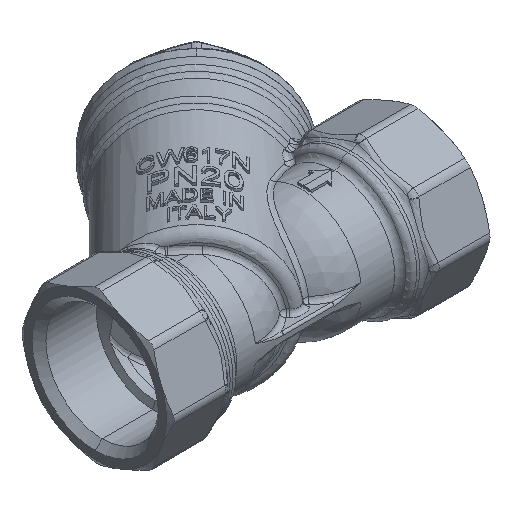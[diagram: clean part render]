
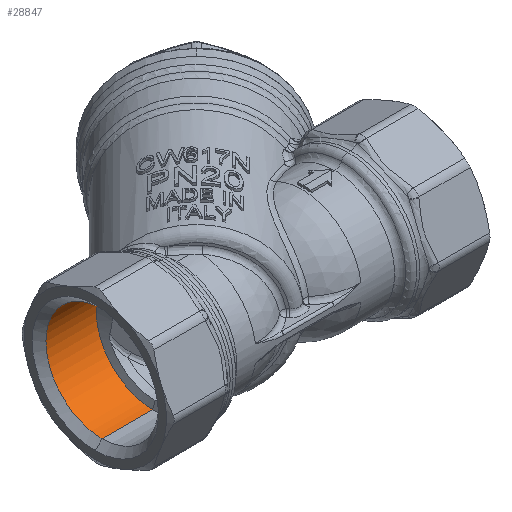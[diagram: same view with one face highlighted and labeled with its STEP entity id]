
A CAD part, isometric view. The second image highlights one B-rep face of the part: STEP entity #28847.
In plain terms, the highlighted cylindrical face has radius 12.25 mm (diameter 24.5 mm), a partial arc.
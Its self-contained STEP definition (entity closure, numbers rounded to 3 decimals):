
#165 = CARTESIAN_POINT ( 'NONE',  ( -9.5, 1.604, 12.25 ) ) ;
#189 = EDGE_CURVE ( 'NONE', #9313, #19199, #290, .T. ) ;
#287 = CARTESIAN_POINT ( 'NONE',  ( -9.5, 12.25, 1.604 ) ) ;
#290 = B_SPLINE_CURVE_WITH_KNOTS ( 'NONE', 3,
 ( #37621, #5397, #34695, #20035 ),
 .UNSPECIFIED., .F., .F.,
 ( 4, 4 ),
 ( 0., 1. ),
 .UNSPECIFIED. ) ;
#1415 = CARTESIAN_POINT ( 'NONE',  ( -20.5, 0., 12.25 ) ) ;
#1714 = CARTESIAN_POINT ( 'NONE',  ( -20.5, 0., 12.25 ) ) ;
#1810 = VERTEX_POINT ( 'NONE', #31796 ) ;
#2550 = ORIENTED_EDGE ( 'NONE', *, *, #14785, .T. ) ;
#2627 = B_SPLINE_CURVE_WITH_KNOTS ( 'NONE', 3,
 ( #1714, #30397, #21710, #7344, #4289, #24995, #10014, #21597, #33569, #27440, #33316, #10258, #19030, #18652, #27805, #30634, #12796, #15840 ),
 .UNSPECIFIED., .F., .F.,
 ( 4, 2, 2, 2, 2, 2, 2, 2, 4 ),
 ( 0., 0.125, 0.25, 0.375, 0.5, 0.625, 0.75, 0.875, 1. ),
 .UNSPECIFIED. ) ;
#2827 = CARTESIAN_POINT ( 'NONE',  ( -9.5, 12.25, -1.604 ) ) ;
#3046 = CYLINDRICAL_SURFACE ( 'NONE', #32238, 12.25 ) ;
#3159 = CARTESIAN_POINT ( 'NONE',  ( -27.803, 0., 0. ) ) ;
#4156 = ORIENTED_EDGE ( 'NONE', *, *, #28322, .T. ) ;
#4289 = CARTESIAN_POINT ( 'NONE',  ( -20.5, 7.528, 9.796 ) ) ;
#4766 = CARTESIAN_POINT ( 'NONE',  ( -9.5, 0., 12.25 ) ) ;
#5377 = CARTESIAN_POINT ( 'NONE',  ( -20.5, 0., -12.25 ) ) ;
#5397 = CARTESIAN_POINT ( 'NONE',  ( -16.833, 0., -12.25 ) ) ;
#5641 = CARTESIAN_POINT ( 'NONE',  ( -9.5, 9.796, 7.528 ) ) ;
#6104 = EDGE_LOOP ( 'NONE', ( #16458, #4156, #2550, #19146 ) ) ;
#6159 = CARTESIAN_POINT ( 'NONE',  ( -9.5, 6.169, 10.704 ) ) ;
#7219 = CARTESIAN_POINT ( 'NONE',  ( -16.833, 0., 12.25 ) ) ;
#7344 = CARTESIAN_POINT ( 'NONE',  ( -20.5, 6.169, 10.704 ) ) ;
#8570 = CARTESIAN_POINT ( 'NONE',  ( -9.5, 0., -12.25 ) ) ;
#9313 = VERTEX_POINT ( 'NONE', #5377 ) ;
#10014 = CARTESIAN_POINT ( 'NONE',  ( -20.5, 10.704, 6.169 ) ) ;
#10258 = CARTESIAN_POINT ( 'NONE',  ( -20.5, 10.704, -6.169 ) ) ;
#10549 = B_SPLINE_CURVE_WITH_KNOTS ( 'NONE', 3,
 ( #17695, #165, #14388, #6159, #34923, #5641, #14640, #31988, #287, #2827, #34805, #25973, #17448, #35049, #17571, #26484, #20517, #8570 ),
 .UNSPECIFIED., .F., .F.,
 ( 4, 2, 2, 2, 2, 2, 2, 2, 4 ),
 ( 0., 0.125, 0.25, 0.375, 0.5, 0.625, 0.75, 0.875, 1. ),
 .UNSPECIFIED. ) ;
#12796 = CARTESIAN_POINT ( 'NONE',  ( -20.5, 1.604, -12.25 ) ) ;
#14388 = CARTESIAN_POINT ( 'NONE',  ( -9.5, 3.206, 11.931 ) ) ;
#14476 = DIRECTION ( 'NONE',  ( -1., 0., 0. ) ) ;
#14640 = CARTESIAN_POINT ( 'NONE',  ( -9.5, 10.704, 6.169 ) ) ;
#14785 = EDGE_CURVE ( 'NONE', #19209, #9313, #2627, .T. ) ;
#15840 = CARTESIAN_POINT ( 'NONE',  ( -20.5, 0., -12.25 ) ) ;
#16458 = ORIENTED_EDGE ( 'NONE', *, *, #23654, .F. ) ;
#17448 = CARTESIAN_POINT ( 'NONE',  ( -9.5, 9.796, -7.528 ) ) ;
#17571 = CARTESIAN_POINT ( 'NONE',  ( -9.5, 6.169, -10.704 ) ) ;
#17695 = CARTESIAN_POINT ( 'NONE',  ( -9.5, 0., 12.25 ) ) ;
#18652 = CARTESIAN_POINT ( 'NONE',  ( -20.5, 7.528, -9.796 ) ) ;
#19030 = CARTESIAN_POINT ( 'NONE',  ( -20.5, 9.796, -7.528 ) ) ;
#19146 = ORIENTED_EDGE ( 'NONE', *, *, #189, .T. ) ;
#19199 = VERTEX_POINT ( 'NONE', #29089 ) ;
#19209 = VERTEX_POINT ( 'NONE', #1415 ) ;
#20035 = CARTESIAN_POINT ( 'NONE',  ( -9.5, 0., -12.25 ) ) ;
#20517 = CARTESIAN_POINT ( 'NONE',  ( -9.5, 1.604, -12.25 ) ) ;
#21025 = B_SPLINE_CURVE_WITH_KNOTS ( 'NONE', 3,
 ( #4766, #36357, #7219, #27434 ),
 .UNSPECIFIED., .F., .F.,
 ( 4, 4 ),
 ( 0., 1. ),
 .UNSPECIFIED. ) ;
#21597 = CARTESIAN_POINT ( 'NONE',  ( -20.5, 11.931, 3.206 ) ) ;
#21710 = CARTESIAN_POINT ( 'NONE',  ( -20.5, 3.206, 11.931 ) ) ;
#23654 = EDGE_CURVE ( 'NONE', #1810, #19199, #10549, .T. ) ;
#24995 = CARTESIAN_POINT ( 'NONE',  ( -20.5, 9.796, 7.528 ) ) ;
#25973 = CARTESIAN_POINT ( 'NONE',  ( -9.5, 10.704, -6.169 ) ) ;
#26484 = CARTESIAN_POINT ( 'NONE',  ( -9.5, 3.206, -11.931 ) ) ;
#27434 = CARTESIAN_POINT ( 'NONE',  ( -20.5, 0., 12.25 ) ) ;
#27440 = CARTESIAN_POINT ( 'NONE',  ( -20.5, 12.25, -1.604 ) ) ;
#27805 = CARTESIAN_POINT ( 'NONE',  ( -20.5, 6.169, -10.704 ) ) ;
#28322 = EDGE_CURVE ( 'NONE', #1810, #19209, #21025, .T. ) ;
#28847 = ADVANCED_FACE ( 'NONE', ( #36776 ), #3046, .F. ) ;
#29089 = CARTESIAN_POINT ( 'NONE',  ( -9.5, 0., -12.25 ) ) ;
#30397 = CARTESIAN_POINT ( 'NONE',  ( -20.5, 1.604, 12.25 ) ) ;
#30634 = CARTESIAN_POINT ( 'NONE',  ( -20.5, 3.206, -11.931 ) ) ;
#31796 = CARTESIAN_POINT ( 'NONE',  ( -9.5, 0., 12.25 ) ) ;
#31988 = CARTESIAN_POINT ( 'NONE',  ( -9.5, 11.931, 3.206 ) ) ;
#32238 = AXIS2_PLACEMENT_3D ( 'NONE', #3159, #14476, #34770 ) ;
#33316 = CARTESIAN_POINT ( 'NONE',  ( -20.5, 11.931, -3.206 ) ) ;
#33569 = CARTESIAN_POINT ( 'NONE',  ( -20.5, 12.25, 1.604 ) ) ;
#34695 = CARTESIAN_POINT ( 'NONE',  ( -13.167, 0., -12.25 ) ) ;
#34770 = DIRECTION ( 'NONE',  ( 0., 0., 1. ) ) ;
#34805 = CARTESIAN_POINT ( 'NONE',  ( -9.5, 11.931, -3.206 ) ) ;
#34923 = CARTESIAN_POINT ( 'NONE',  ( -9.5, 7.528, 9.796 ) ) ;
#35049 = CARTESIAN_POINT ( 'NONE',  ( -9.5, 7.528, -9.796 ) ) ;
#36357 = CARTESIAN_POINT ( 'NONE',  ( -13.167, 0., 12.25 ) ) ;
#36776 = FACE_OUTER_BOUND ( 'NONE', #6104, .T. ) ;
#37621 = CARTESIAN_POINT ( 'NONE',  ( -20.5, 0., -12.25 ) ) ;
